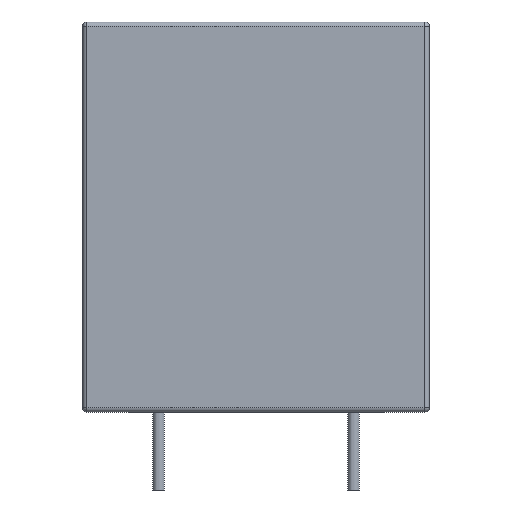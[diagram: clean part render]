
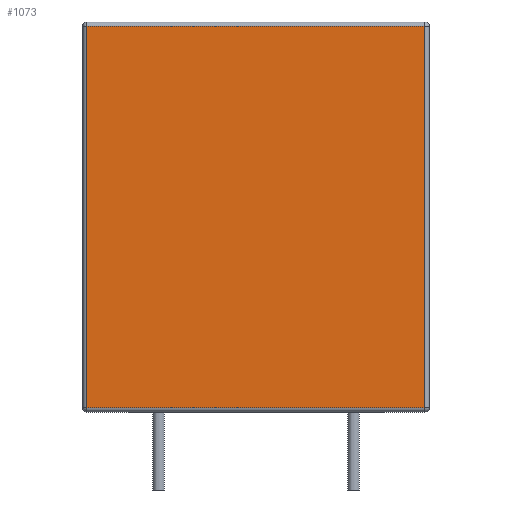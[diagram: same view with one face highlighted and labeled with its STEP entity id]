
A CAD part, front view. The second image highlights one B-rep face of the part: STEP entity #1073.
In plain terms, the highlighted planar face has unit normal (0, -1, 0).
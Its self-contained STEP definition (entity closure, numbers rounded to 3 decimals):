
#65=PLANE('',#1197);
#134=FACE_OUTER_BOUND('',#206,.T.);
#206=EDGE_LOOP('',(#868,#869,#870,#871));
#291=LINE('',#1688,#401);
#293=LINE('',#1704,#403);
#295=LINE('',#1721,#405);
#308=LINE('',#1754,#418);
#401=VECTOR('',#1356,10.);
#403=VECTOR('',#1376,10.);
#405=VECTOR('',#1398,10.);
#418=VECTOR('',#1439,10.);
#506=VERTEX_POINT('',#1677);
#507=VERTEX_POINT('',#1682);
#513=VERTEX_POINT('',#1699);
#516=VERTEX_POINT('',#1714);
#617=EDGE_CURVE('',#507,#506,#291,.T.);
#625=EDGE_CURVE('',#506,#513,#293,.T.);
#633=EDGE_CURVE('',#516,#507,#295,.T.);
#652=EDGE_CURVE('',#513,#516,#308,.T.);
#868=ORIENTED_EDGE('',*,*,#617,.F.);
#869=ORIENTED_EDGE('',*,*,#633,.F.);
#870=ORIENTED_EDGE('',*,*,#652,.F.);
#871=ORIENTED_EDGE('',*,*,#625,.F.);
#1073=ADVANCED_FACE('',(#134),#65,.T.);
#1197=AXIS2_PLACEMENT_3D('',#1759,#1446,#1447);
#1356=DIRECTION('',(-1.,0.,0.));
#1376=DIRECTION('',(0.,0.,1.));
#1398=DIRECTION('',(0.,0.,-1.));
#1439=DIRECTION('',(1.,0.,0.));
#1446=DIRECTION('center_axis',(0.,-1.,0.));
#1447=DIRECTION('ref_axis',(1.,0.,0.));
#1677=CARTESIAN_POINT('',(-7.8,-4.,0.2));
#1682=CARTESIAN_POINT('',(7.8,-4.,0.2));
#1688=CARTESIAN_POINT('',(-4.,-4.,0.2));
#1699=CARTESIAN_POINT('',(-7.8,-4.,17.8));
#1704=CARTESIAN_POINT('',(-7.8,-4.,0.));
#1714=CARTESIAN_POINT('',(7.8,-4.,17.8));
#1721=CARTESIAN_POINT('',(7.8,-4.,0.));
#1754=CARTESIAN_POINT('',(-4.,-4.,17.8));
#1759=CARTESIAN_POINT('Origin',(-8.,-4.,0.));
